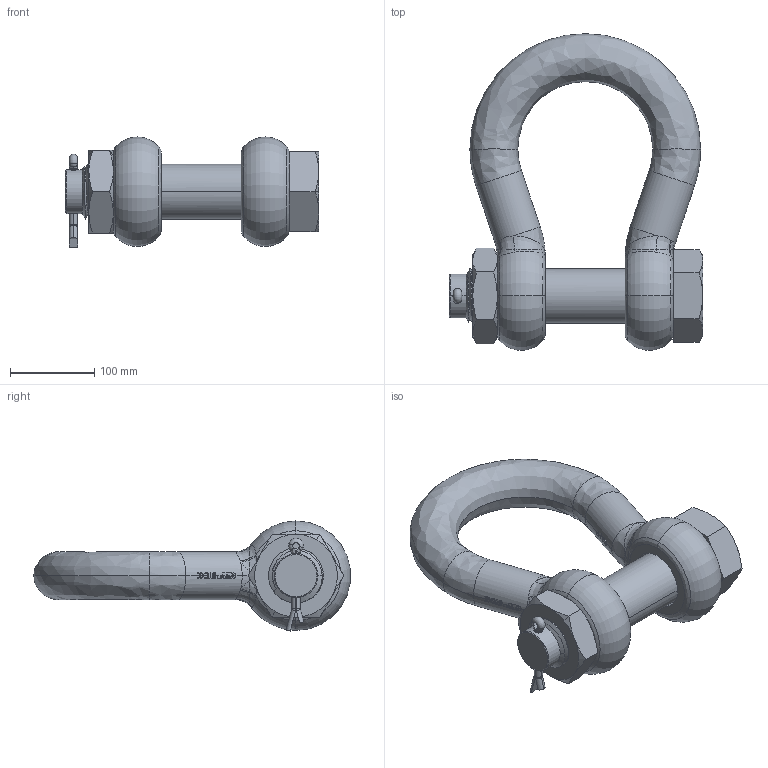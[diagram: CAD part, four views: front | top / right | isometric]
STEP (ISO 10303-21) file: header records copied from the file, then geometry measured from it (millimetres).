
FILE_DESCRIPTION(('STEP AP214'),'1');
FILE_NAME('poghmb57.stp','2017-03-31T16:54:55',('TraceParts'),('TraceParts S.A.'),'Spatial InterOp 3D',' ',' ');
FILE_SCHEMA(('automotive_design'));
Length unit declared in the file: millimetre
Products named in the file (4): poghmb57_1; poghmb57_2; poghmb57_3; poghmb57_4
Bounding box: 301 x 376.03 x 130.74 mm (x, y, z)
Volume: 3640845.4 mm3; surface area: 313886.9 mm2
Topology: 4 solids, 4 shells, 835 faces, 2318 edges, 1509 vertices
Faces by surface type: bspline 333, plane 324, cylinder 137, cone 30, torus 11
Entity records: 41478 total; most frequent: CARTESIAN_POINT 23478, ORIENTED_EDGE 4620, DIRECTION 2394, EDGE_CURVE 2310, VERTEX_POINT 1509, LINE 1042, VECTOR 1042, EDGE_LOOP 869
